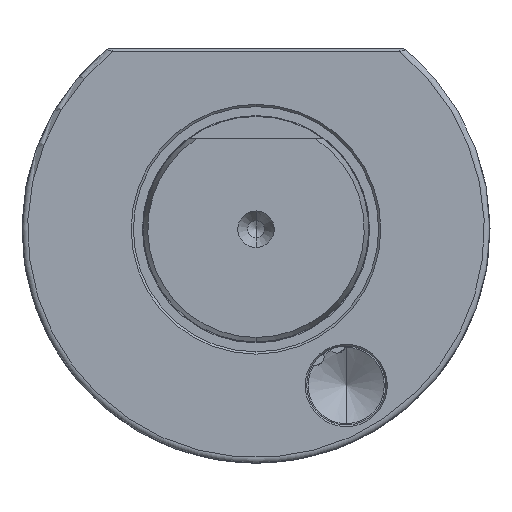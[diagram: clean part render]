
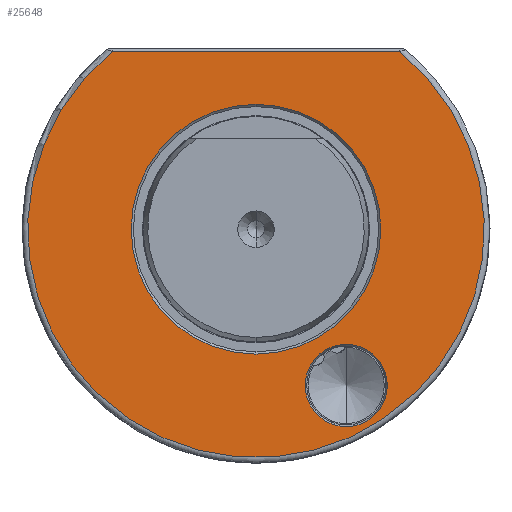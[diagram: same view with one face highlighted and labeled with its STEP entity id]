
A CAD part, front view. The second image highlights one B-rep face of the part: STEP entity #25648.
In plain terms, the highlighted planar face has unit normal (0, -1, 0).
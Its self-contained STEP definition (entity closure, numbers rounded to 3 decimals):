
#743 = CARTESIAN_POINT ( 'NONE',  ( 0., 63., -22.15 ) ) ;
#1192 = AXIS2_PLACEMENT_3D ( 'NONE', #11096, #33138, #14168 ) ;
#1580 = EDGE_CURVE ( 'NONE', #7180, #28352, #3402, .T. ) ;
#1787 = DIRECTION ( 'NONE',  ( 0., 0., -1. ) ) ;
#2656 = DIRECTION ( 'NONE',  ( 0., -1., 0. ) ) ;
#3402 = CIRCLE ( 'NONE', #19630, 22.15 ) ;
#3636 = FACE_OUTER_BOUND ( 'NONE', #12664, .T. ) ;
#3867 = ORIENTED_EDGE ( 'NONE', *, *, #26980, .T. ) ;
#4717 = CARTESIAN_POINT ( 'NONE',  ( -16., 63., 35.001 ) ) ;
#5110 = CARTESIAN_POINT ( 'NONE',  ( 0., 63., 22.15 ) ) ;
#5141 = DIRECTION ( 'NONE',  ( 0., 1., 0. ) ) ;
#5397 = DIRECTION ( 'NONE',  ( 0., 0., -1. ) ) ;
#6838 = EDGE_CURVE ( 'NONE', #36329, #26122, #18365, .T. ) ;
#7180 = VERTEX_POINT ( 'NONE', #5110 ) ;
#8078 = EDGE_LOOP ( 'NONE', ( #3867, #22951 ) ) ;
#9237 = EDGE_CURVE ( 'NONE', #26122, #36329, #10794, .T. ) ;
#9284 = CARTESIAN_POINT ( 'NONE',  ( -16., 63., 20.424 ) ) ;
#10009 = VERTEX_POINT ( 'NONE', #9284 ) ;
#10794 = LINE ( 'NONE', #23678, #39107 ) ;
#11096 = CARTESIAN_POINT ( 'NONE',  ( 0., 63., 0. ) ) ;
#12327 = AXIS2_PLACEMENT_3D ( 'NONE', #30210, #20797, #1787 ) ;
#12664 = EDGE_LOOP ( 'NONE', ( #40217, #15249 ) ) ;
#14168 = DIRECTION ( 'NONE',  ( 0., 0., -1. ) ) ;
#14227 = EDGE_CURVE ( 'NONE', #21495, #10009, #31497, .T. ) ;
#15249 = ORIENTED_EDGE ( 'NONE', *, *, #9237, .T. ) ;
#15418 = DIRECTION ( 'NONE',  ( 0., 0., -1. ) ) ;
#17241 = EDGE_LOOP ( 'NONE', ( #23246, #31797 ) ) ;
#17901 = CARTESIAN_POINT ( 'NONE',  ( -16., 63., 27.713 ) ) ;
#18256 = DIRECTION ( 'NONE',  ( 0., -1., 0. ) ) ;
#18303 = DIRECTION ( 'NONE',  ( 0., 1., 0. ) ) ;
#18365 = CIRCLE ( 'NONE', #38635, 40.5 ) ;
#19630 = AXIS2_PLACEMENT_3D ( 'NONE', #28071, #18256, #24653 ) ;
#20797 = DIRECTION ( 'NONE',  ( 0., -1., 0. ) ) ;
#21495 = VERTEX_POINT ( 'NONE', #4717 ) ;
#22951 = ORIENTED_EDGE ( 'NONE', *, *, #14227, .T. ) ;
#23246 = ORIENTED_EDGE ( 'NONE', *, *, #33608, .F. ) ;
#23678 = CARTESIAN_POINT ( 'NONE',  ( 24.824, 63., -31.5 ) ) ;
#24653 = DIRECTION ( 'NONE',  ( 0., 0., -1. ) ) ;
#25487 = FACE_BOUND ( 'NONE', #17241, .T. ) ;
#25648 = ADVANCED_FACE ( 'NONE', ( #25487, #3636, #36413 ), #27025, .T. ) ;
#25754 = CARTESIAN_POINT ( 'NONE',  ( 25.456, 63., -31.5 ) ) ;
#26122 = VERTEX_POINT ( 'NONE', #26273 ) ;
#26273 = CARTESIAN_POINT ( 'NONE',  ( -25.453, 63., -31.502 ) ) ;
#26846 = DIRECTION ( 'NONE',  ( 1., 0., 0. ) ) ;
#26980 = EDGE_CURVE ( 'NONE', #10009, #21495, #30844, .T. ) ;
#27025 = PLANE ( 'NONE',  #12327 ) ;
#27196 = DIRECTION ( 'NONE',  ( 0., 0., -1. ) ) ;
#27710 = CARTESIAN_POINT ( 'NONE',  ( -16., 63., 27.713 ) ) ;
#28071 = CARTESIAN_POINT ( 'NONE',  ( 0., 63., 0. ) ) ;
#28352 = VERTEX_POINT ( 'NONE', #743 ) ;
#30210 = CARTESIAN_POINT ( 'NONE',  ( 22.15, 63., 0. ) ) ;
#30844 = CIRCLE ( 'NONE', #32535, 7.289 ) ;
#31497 = CIRCLE ( 'NONE', #38032, 7.289 ) ;
#31797 = ORIENTED_EDGE ( 'NONE', *, *, #1580, .F. ) ;
#32535 = AXIS2_PLACEMENT_3D ( 'NONE', #27710, #18303, #5397 ) ;
#33138 = DIRECTION ( 'NONE',  ( 0., -1., 0. ) ) ;
#33608 = EDGE_CURVE ( 'NONE', #28352, #7180, #35734, .T. ) ;
#34419 = CARTESIAN_POINT ( 'NONE',  ( 0., 63., 0. ) ) ;
#35734 = CIRCLE ( 'NONE', #1192, 22.15 ) ;
#36329 = VERTEX_POINT ( 'NONE', #25754 ) ;
#36413 = FACE_BOUND ( 'NONE', #8078, .T. ) ;
#38032 = AXIS2_PLACEMENT_3D ( 'NONE', #17901, #5141, #27196 ) ;
#38635 = AXIS2_PLACEMENT_3D ( 'NONE', #34419, #2656, #15418 ) ;
#39107 = VECTOR ( 'NONE', #26846, 1000. ) ;
#40217 = ORIENTED_EDGE ( 'NONE', *, *, #6838, .T. ) ;
